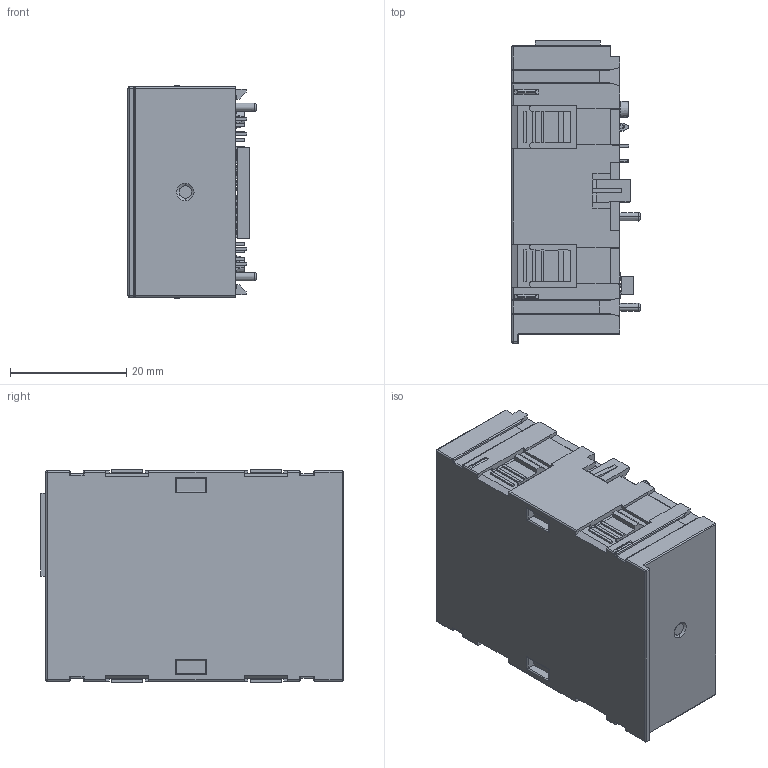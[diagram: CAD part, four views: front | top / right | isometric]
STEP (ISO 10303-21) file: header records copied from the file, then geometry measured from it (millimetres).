
FILE_DESCRIPTION((''),'2;1');
FILE_NAME('PRT0001','2025-10-20T19:01:58',('HZC0000200'),(''),'CREO PARAMETRIC BY PTC INC, 2021063','CREO PARAMETRIC BY PTC INC, 2021063','');
FILE_SCHEMA(('CONFIG_CONTROL_DESIGN'));
Products named in the file (1): PRT0001
Bounding box: 22 x 52 x 36.7 mm (x, y, z)
Volume: 28313.5 mm3; surface area: 17825 mm2
Topology: 21 solids, 23 shells, 4904 faces, 13613 edges, 8655 vertices
Faces by surface type: plane 4075, cylinder 783, sphere 24, torus 11, cone 8, extrusion 2, bspline 1
Entity records: 154954 total; most frequent: CARTESIAN_POINT 29667, ORIENTED_EDGE 27020, DIRECTION 24406, EDGE_CURVE 13589, VECTOR 11612, LINE 11610, VERTEX_POINT 8655, AXIS2_PLACEMENT_3D 6397
